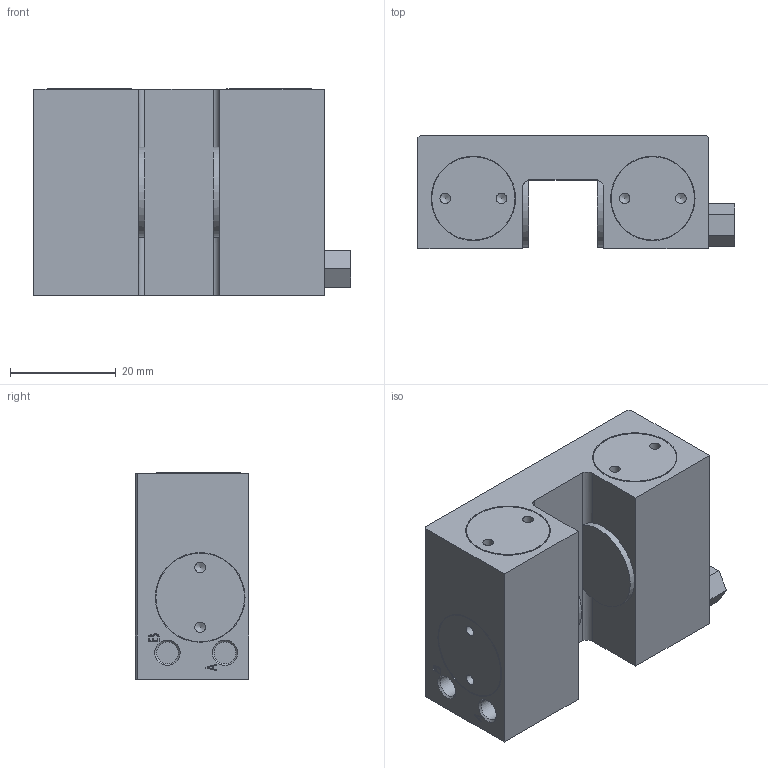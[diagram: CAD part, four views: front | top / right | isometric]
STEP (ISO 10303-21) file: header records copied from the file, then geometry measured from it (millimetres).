
FILE_DESCRIPTION( ( 'STEP AP203' ), '1' );
FILE_NAME( 'MK1514D-CPCHRC(HRU)-HRC-FN-15.stp', '2021-04-16T07:13:12', ( 'License CC BY-ND 4.0' ), ( 'CADENAS' ), ' ', 'PARTsolutions', ' ' );
FILE_SCHEMA( ( 'CONFIG_CONTROL_DESIGN' ) );
Length unit declared in the file: millimetre
Products named in the file (3): MK1514D-CPCHRC(HRU)-HRC-FN-15; _Gehaeuse_MKS 1514D 1.04; _Luftfilter 5 7
Assembly tree (2 placements, depth 2):
  MK1514D-CPCHRC(HRU)-HRC-FN-15
    _Gehaeuse_MKS 1514D 1.04
    _Luftfilter 5 7
Bounding box: 60.1 x 21.5 x 39.1 mm (x, y, z)
Volume: 38516.4 mm3; surface area: 9709.4 mm2
Topology: 2 solids, 2 shells, 142 faces, 336 edges, 224 vertices
Faces by surface type: plane 88, cylinder 38, cone 16
Full cylindrical faces by diameter (mm): 2 x8, 3.242 x4, 4.134 x4, 15.8 x2, 16 x2, 16.8 x2, 17 x2
Entity records: 3836 total; most frequent: CARTESIAN_POINT 665, DIRECTION 638, ORIENTED_EDGE 544, EDGE_CURVE 272, AXIS2_PLACEMENT_3D 225, EDGE_LOOP 208, VERTEX_POINT 208, LINE 188
